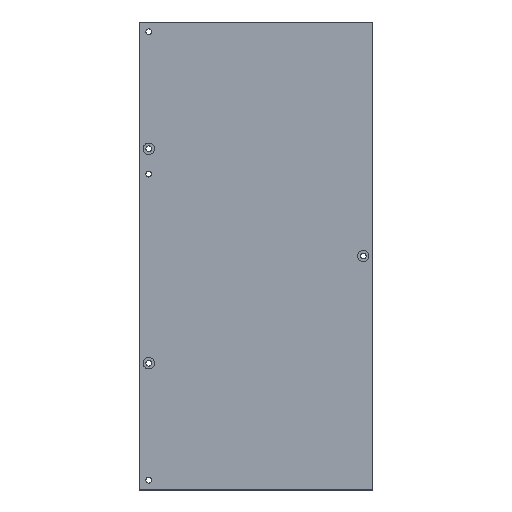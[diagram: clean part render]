
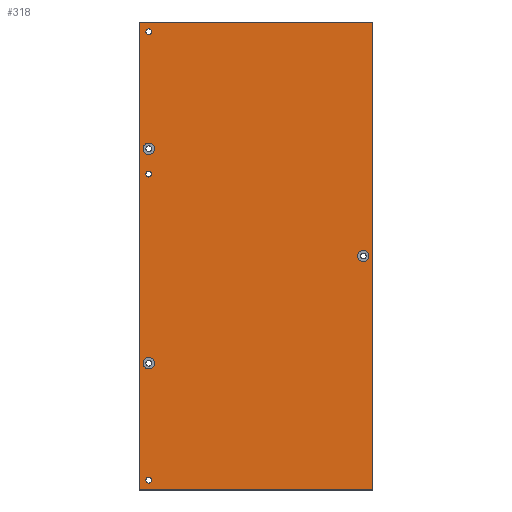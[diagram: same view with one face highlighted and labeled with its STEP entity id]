
A CAD part, top view. The second image highlights one B-rep face of the part: STEP entity #318.
In plain terms, the highlighted planar face has unit normal (0, 0, 1).
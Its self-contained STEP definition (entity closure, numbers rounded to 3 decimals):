
#18=FACE_BOUND('',#77,.T.);
#19=FACE_BOUND('',#78,.T.);
#20=FACE_BOUND('',#79,.T.);
#21=FACE_BOUND('',#80,.T.);
#22=FACE_BOUND('',#81,.T.);
#23=FACE_BOUND('',#82,.T.);
#37=PLANE('',#368);
#55=FACE_OUTER_BOUND('',#76,.T.);
#76=EDGE_LOOP('',(#273,#274,#275,#276));
#77=EDGE_LOOP('',(#277));
#78=EDGE_LOOP('',(#278));
#79=EDGE_LOOP('',(#279));
#80=EDGE_LOOP('',(#280));
#81=EDGE_LOOP('',(#281));
#82=EDGE_LOOP('',(#282));
#93=LINE('',#479,#114);
#97=LINE('',#488,#118);
#108=LINE('',#543,#129);
#110=LINE('',#546,#131);
#114=VECTOR('',#383,10.);
#118=VECTOR('',#389,10.);
#129=VECTOR('',#456,10.);
#131=VECTOR('',#460,10.);
#133=CIRCLE('',#336,1.5);
#135=CIRCLE('',#341,1.5);
#136=CIRCLE('',#343,1.5);
#144=CIRCLE('',#355,2.9);
#146=CIRCLE('',#358,2.9);
#148=CIRCLE('',#361,2.9);
#151=VERTEX_POINT('',#469);
#154=VERTEX_POINT('',#476);
#155=VERTEX_POINT('',#478);
#158=VERTEX_POINT('',#485);
#159=VERTEX_POINT('',#487);
#161=VERTEX_POINT('',#493);
#162=VERTEX_POINT('',#497);
#170=VERTEX_POINT('',#521);
#172=VERTEX_POINT('',#527);
#174=VERTEX_POINT('',#533);
#178=EDGE_CURVE('',#151,#151,#133,.T.);
#181=EDGE_CURVE('',#155,#154,#93,.T.);
#185=EDGE_CURVE('',#158,#159,#97,.T.);
#189=EDGE_CURVE('',#161,#161,#135,.T.);
#190=EDGE_CURVE('',#162,#162,#136,.T.);
#202=EDGE_CURVE('',#170,#170,#144,.T.);
#205=EDGE_CURVE('',#172,#172,#146,.T.);
#208=EDGE_CURVE('',#174,#174,#148,.T.);
#212=EDGE_CURVE('',#158,#155,#108,.T.);
#214=EDGE_CURVE('',#154,#159,#110,.T.);
#273=ORIENTED_EDGE('',*,*,#214,.T.);
#274=ORIENTED_EDGE('',*,*,#185,.F.);
#275=ORIENTED_EDGE('',*,*,#212,.T.);
#276=ORIENTED_EDGE('',*,*,#181,.T.);
#277=ORIENTED_EDGE('',*,*,#178,.T.);
#278=ORIENTED_EDGE('',*,*,#189,.T.);
#279=ORIENTED_EDGE('',*,*,#208,.T.);
#280=ORIENTED_EDGE('',*,*,#205,.T.);
#281=ORIENTED_EDGE('',*,*,#202,.T.);
#282=ORIENTED_EDGE('',*,*,#190,.T.);
#318=ADVANCED_FACE('',(#55,#18,#19,#20,#21,#22,#23),#37,.T.);
#336=AXIS2_PLACEMENT_3D('',#471,#377,#378);
#341=AXIS2_PLACEMENT_3D('',#495,#396,#397);
#343=AXIS2_PLACEMENT_3D('',#498,#400,#401);
#355=AXIS2_PLACEMENT_3D('',#522,#428,#429);
#358=AXIS2_PLACEMENT_3D('',#528,#435,#436);
#361=AXIS2_PLACEMENT_3D('',#534,#442,#443);
#368=AXIS2_PLACEMENT_3D('',#547,#461,#462);
#377=DIRECTION('center_axis',(0.,0.,-1.));
#378=DIRECTION('ref_axis',(1.,0.,0.));
#383=DIRECTION('',(-1.,0.,0.));
#389=DIRECTION('',(-1.,0.,0.));
#396=DIRECTION('center_axis',(0.,0.,-1.));
#397=DIRECTION('ref_axis',(1.,0.,0.));
#400=DIRECTION('center_axis',(0.,0.,-1.));
#401=DIRECTION('ref_axis',(-1.,0.,0.));
#428=DIRECTION('center_axis',(0.,0.,
-1.));
#429=DIRECTION('ref_axis',(1.,0.,0.));
#435=DIRECTION('center_axis',(0.,0.,
-1.));
#436=DIRECTION('ref_axis',(1.,0.,0.));
#442=DIRECTION('center_axis',(0.,0.,
-1.));
#443=DIRECTION('ref_axis',(1.,0.,0.));
#456=DIRECTION('',(0.,1.,0.));
#460=DIRECTION('',(0.,-1.,0.));
#461=DIRECTION('center_axis',(0.,0.,1.));
#462=DIRECTION('ref_axis',(1.,0.,0.));
#469=CARTESIAN_POINT('',(-1.5,165.,6.15));
#471=CARTESIAN_POINT('Origin',(0.,165.,6.15));
#476=CARTESIAN_POINT('',(-5.,170.,6.15));
#478=CARTESIAN_POINT('',(115.,170.,6.15));
#479=CARTESIAN_POINT('',(115.,170.,6.15));
#485=CARTESIAN_POINT('',(115.,-70.,6.15));
#487=CARTESIAN_POINT('',(-5.,-70.,6.15));
#488=CARTESIAN_POINT('',(115.,-70.,6.15));
#493=CARTESIAN_POINT('',(-1.5,-65.,6.15));
#495=CARTESIAN_POINT('Origin',(0.,-65.,6.15));
#497=CARTESIAN_POINT('',(1.5,92.,6.15));
#498=CARTESIAN_POINT('Origin',(0.,92.,6.15));
#521=CARTESIAN_POINT('',(-2.9,105.,6.15));
#522=CARTESIAN_POINT('Origin',(0.,105.,6.15));
#527=CARTESIAN_POINT('',(107.1,50.,6.15));
#528=CARTESIAN_POINT('Origin',(110.,50.,6.15));
#533=CARTESIAN_POINT('',(-2.9,-5.,6.15));
#534=CARTESIAN_POINT('Origin',(0.,-5.,
6.15));
#543=CARTESIAN_POINT('',(115.,110.,6.15));
#546=CARTESIAN_POINT('',(-5.,170.,6.15));
#547=CARTESIAN_POINT('Origin',(55.,50.,6.15));
